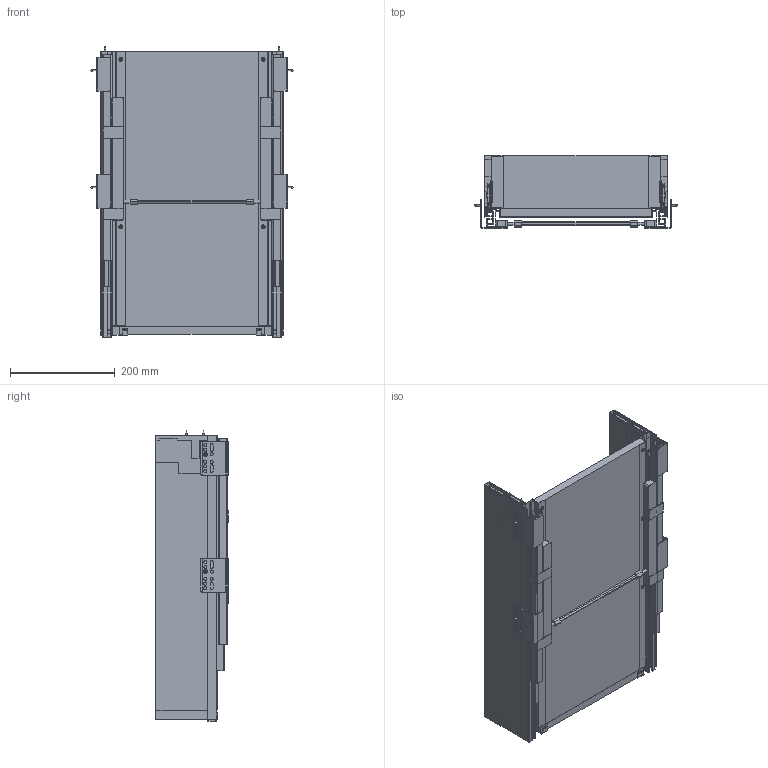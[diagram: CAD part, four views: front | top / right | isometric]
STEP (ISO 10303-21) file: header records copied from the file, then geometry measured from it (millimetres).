
FILE_DESCRIPTION(/* description */ (''),/* implementation_level */ '2;1');
FILE_NAME(/* name */ 'PB-AXISPRO-P2O-KPL550B.stp',/* time_stamp */ '2025-03-19T11:44:48+01:00',/* author */ ('tomaszw'),/* organization */ (''),/* preprocessor_version */ 'ST-DEVELOPER v20',/* originating_system */ 'Autodesk Inventor 2025',/* authorisation */ '');
FILE_SCHEMA (('AUTOMOTIVE_DESIGN { 1 0 10303 214 3 1 1 }'));
Length unit declared in the file: millimetre
Products named in the file (1): PB-AXISPRO-KPL550B1-F
Bounding box: 388.6 x 139 x 554.9 mm (x, y, z)
Volume: 3688500.3 mm3; surface area: 1502956.2 mm2
Topology: 44 solids, 46 shells, 1605 faces, 4156 edges, 2714 vertices
Faces by surface type: plane 1159, cylinder 288, cone 96, bspline 44, torus 16, sphere 2
Full cylindrical faces by diameter (mm): 2 x2, 3.5 x24, 6 x42, 7.5 x22, 7.8 x2, 8.5 x2, 10 x6
Entity records: 49187 total; most frequent: CARTESIAN_POINT 9304, ORIENTED_EDGE 8312, DIRECTION 7874, EDGE_CURVE 4156, LINE 3310, VECTOR 3310, VERTEX_POINT 2714, AXIS2_PLACEMENT_3D 2282
